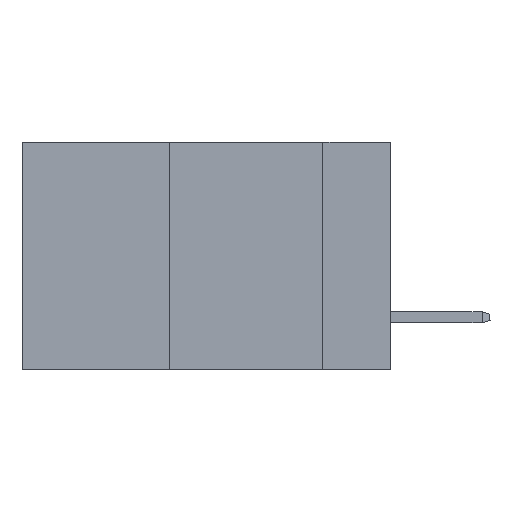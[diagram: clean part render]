
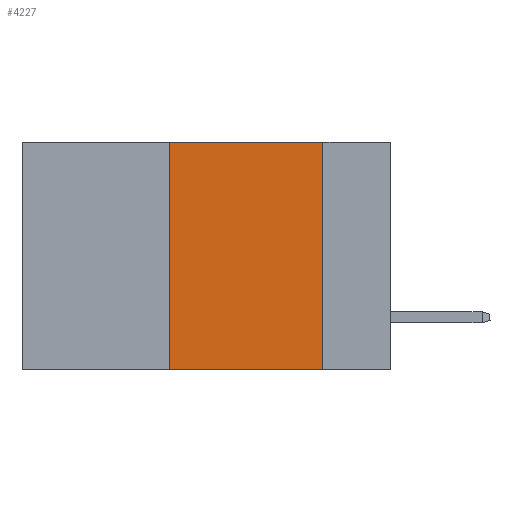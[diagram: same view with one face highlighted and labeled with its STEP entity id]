
A CAD part, left-side view. The second image highlights one B-rep face of the part: STEP entity #4227.
In plain terms, the highlighted planar face has unit normal (-1, 0, 0).
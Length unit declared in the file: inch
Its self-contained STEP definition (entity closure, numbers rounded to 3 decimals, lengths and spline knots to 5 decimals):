
#216 = CARTESIAN_POINT ( 'NONE',  ( 0., 0.6, 0. ) ) ;
#239 = VECTOR ( 'NONE', #9015, 39.37008 ) ;
#543 = VECTOR ( 'NONE', #10249, 39.37008 ) ;
#766 = VECTOR ( 'NONE', #19215, 39.37008 ) ;
#1609 = VECTOR ( 'NONE', #5961, 39.37008 ) ;
#2400 = CARTESIAN_POINT ( 'NONE',  ( 0., 0.11, 0. ) ) ;
#3100 = FACE_OUTER_BOUND ( 'NONE', #18098, .T. ) ;
#3294 = VERTEX_POINT ( 'NONE', #2400 ) ;
#4227 = ADVANCED_FACE ( 'NONE', ( #3100 ), #9273, .F. ) ;
#4504 = VERTEX_POINT ( 'NONE', #11176 ) ;
#5729 = CARTESIAN_POINT ( 'NONE',  ( 0., 0.6, 0. ) ) ;
#5961 = DIRECTION ( 'NONE',  ( 0., 0., -1. ) ) ;
#7383 = VERTEX_POINT ( 'NONE', #18741 ) ;
#7538 = LINE ( 'NONE', #16985, #1609 ) ;
#7906 = LINE ( 'NONE', #14878, #543 ) ;
#8672 = AXIS2_PLACEMENT_3D ( 'NONE', #216, #10749, #9086 ) ;
#9015 = DIRECTION ( 'NONE',  ( 0., -1., 0. ) ) ;
#9086 = DIRECTION ( 'NONE',  ( 0., 0., -1. ) ) ;
#9273 = PLANE ( 'NONE',  #8672 ) ;
#10019 = VERTEX_POINT ( 'NONE', #12445 ) ;
#10249 = DIRECTION ( 'NONE',  ( 0., 0., 1. ) ) ;
#10749 = DIRECTION ( 'NONE',  ( 1., 0., 0. ) ) ;
#10815 = EDGE_CURVE ( 'NONE', #10019, #4504, #11770, .T. ) ;
#11143 = LINE ( 'NONE', #5729, #766 ) ;
#11176 = CARTESIAN_POINT ( 'NONE',  ( 0., 0.11, -0.37 ) ) ;
#11770 = LINE ( 'NONE', #13438, #239 ) ;
#12232 = ORIENTED_EDGE ( 'NONE', *, *, #10815, .T. ) ;
#12445 = CARTESIAN_POINT ( 'NONE',  ( 0., 0.36, -0.37 ) ) ;
#12478 = ORIENTED_EDGE ( 'NONE', *, *, #13803, .F. ) ;
#13438 = CARTESIAN_POINT ( 'NONE',  ( 0., 0.6, -0.37 ) ) ;
#13794 = ORIENTED_EDGE ( 'NONE', *, *, #16919, .F. ) ;
#13803 = EDGE_CURVE ( 'NONE', #3294, #4504, #7538, .T. ) ;
#14878 = CARTESIAN_POINT ( 'NONE',  ( 0., 0.36, 0. ) ) ;
#16426 = EDGE_CURVE ( 'NONE', #10019, #7383, #7906, .T. ) ;
#16919 = EDGE_CURVE ( 'NONE', #7383, #3294, #11143, .T. ) ;
#16985 = CARTESIAN_POINT ( 'NONE',  ( 0., 0.11, 0. ) ) ;
#17472 = ORIENTED_EDGE ( 'NONE', *, *, #16426, .F. ) ;
#18098 = EDGE_LOOP ( 'NONE', ( #12478, #13794, #17472, #12232 ) ) ;
#18741 = CARTESIAN_POINT ( 'NONE',  ( 0., 0.36, 0. ) ) ;
#19215 = DIRECTION ( 'NONE',  ( 0., -1., 0. ) ) ;
